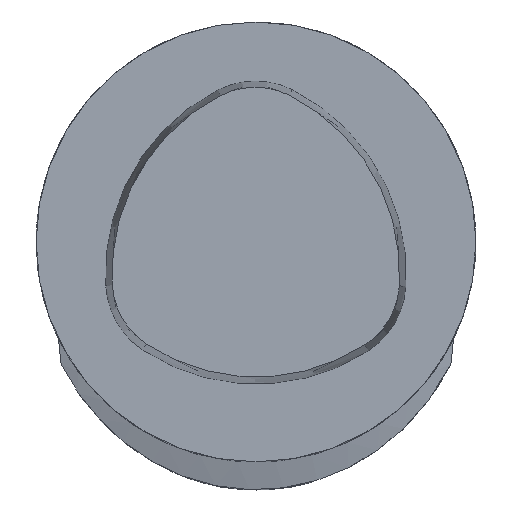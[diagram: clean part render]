
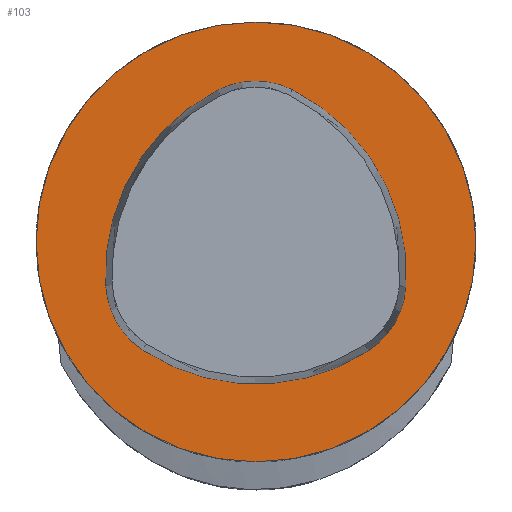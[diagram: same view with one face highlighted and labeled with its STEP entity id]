
A CAD part, top view. The second image highlights one B-rep face of the part: STEP entity #103.
In plain terms, the highlighted planar face has unit normal (0, 0, 1).
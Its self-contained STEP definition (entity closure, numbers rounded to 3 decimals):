
#103=ADVANCED_FACE('',(#166),#137,.T.);
#137=PLANE('',#707);
#166=FACE_OUTER_BOUND('',#210,.T.);
#210=EDGE_LOOP('',(#352));
#257=CIRCLE('',#686,16.);
#352=ORIENTED_EDGE('',*,*,#540,.F.);
#477=VERTEX_POINT('',#1073);
#540=EDGE_CURVE('',#477,#477,#257,.T.);
#686=AXIS2_PLACEMENT_3D('',#1072,#790,#791);
#707=AXIS2_PLACEMENT_3D('',#1148,#840,#841);
#790=DIRECTION('',(0.,0.,-1.));
#791=DIRECTION('',(-1.,0.,0.));
#840=DIRECTION('',(0.,0.,1.));
#841=DIRECTION('',(-1.,0.,0.));
#1072=CARTESIAN_POINT('',(0.,0.,0.));
#1073=CARTESIAN_POINT('',(-16.,0.,0.));
#1148=CARTESIAN_POINT('',(0.,0.,0.));
